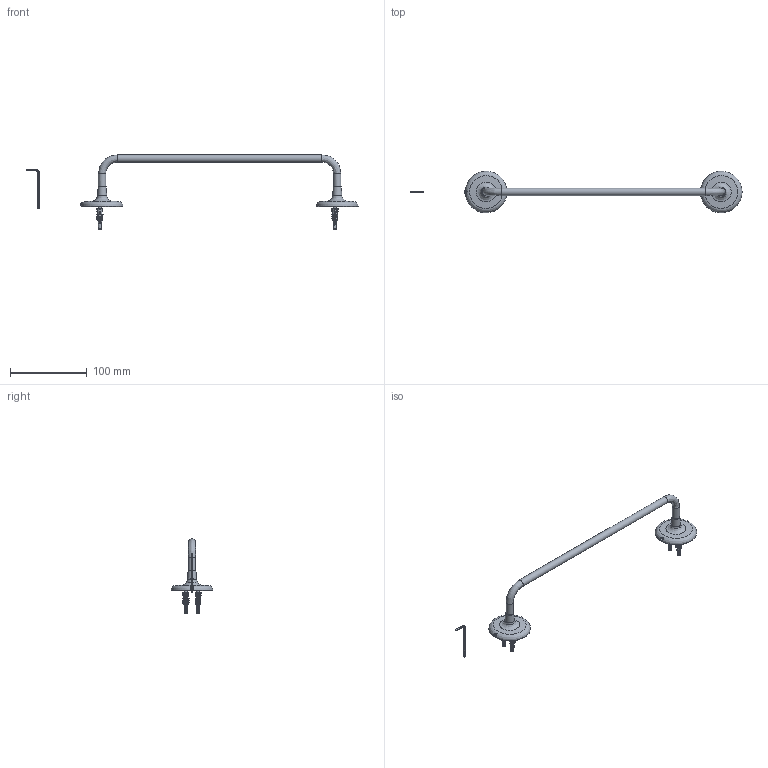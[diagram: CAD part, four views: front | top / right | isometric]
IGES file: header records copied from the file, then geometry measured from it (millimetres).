
Global section: file name: N1133- CP; native system: Autodesk Inventor 2018; preprocessor: unknown; author: sbajwa; date: 20190705.122443; units: millimetre
Bounding box: 432.03 x 54 x 96.78 mm (x, y, z)
Volume: 53691.1 mm3; surface area: 38300.4 mm2
Topology: 18 solids, 18 shells, 1173 faces, 3461 edges, 2302 vertices
Faces by surface type: bspline 1173
